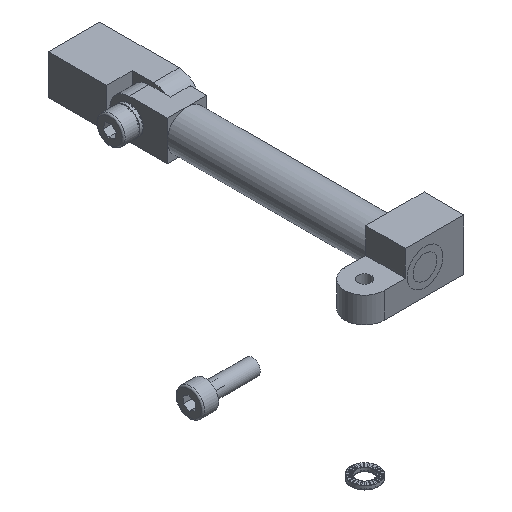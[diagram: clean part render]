
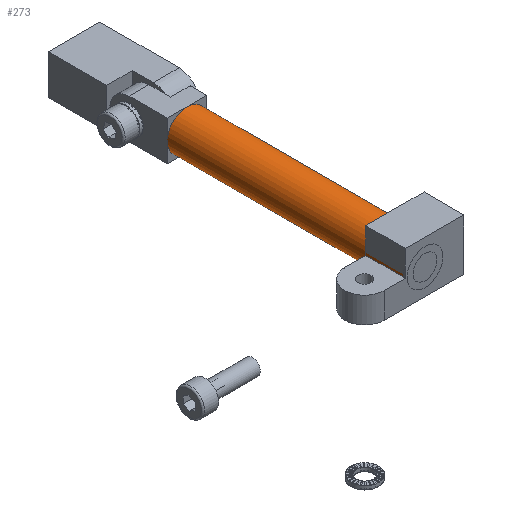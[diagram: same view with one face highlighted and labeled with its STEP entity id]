
A CAD part, isometric view. The second image highlights one B-rep face of the part: STEP entity #273.
In plain terms, the highlighted cylindrical face has radius 5 mm (diameter 10 mm), a full revolution.
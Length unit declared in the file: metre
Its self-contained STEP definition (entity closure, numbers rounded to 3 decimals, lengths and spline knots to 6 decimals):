
#273 = ADVANCED_FACE( '', ( #612, #613 ), #614, .T. );
#612 = FACE_OUTER_BOUND( '', #1125, .T. );
#613 = FACE_OUTER_BOUND( '', #1126, .T. );
#614 = CYLINDRICAL_SURFACE( '', #1127, 0.005 );
#1125 = EDGE_LOOP( '', ( #1664 ) );
#1126 = EDGE_LOOP( '', ( #1665, #1666, #1667, #1668 ) );
#1127 = AXIS2_PLACEMENT_3D( '', #1669, #1670, #1671 );
#1664 = ORIENTED_EDGE( '', *, *, #3747, .T. );
#1665 = ORIENTED_EDGE( '', *, *, #3751, .T. );
#1666 = ORIENTED_EDGE( '', *, *, #3748, .T. );
#1667 = ORIENTED_EDGE( '', *, *, #3752, .T. );
#1668 = ORIENTED_EDGE( '', *, *, #3753, .T. );
#1669 = CARTESIAN_POINT( '', ( 0., -0.06, 0. ) );
#1670 = DIRECTION( '', ( 0., 1., 0. ) );
#1671 = DIRECTION( '', ( 0., 0., -1. ) );
#3747 = EDGE_CURVE( '', #4430, #4430, #4431, .T. );
#3748 = EDGE_CURVE( '', #4432, #4433, #4434, .T. );
#3751 = EDGE_CURVE( '', #4438, #4432, #4439, .T. );
#3752 = EDGE_CURVE( '', #4433, #4440, #4441, .T. );
#3753 = EDGE_CURVE( '', #4440, #4438, #4442, .T. );
#4430 = VERTEX_POINT( '', #5498 );
#4431 = CIRCLE( '', #5499, 0.005 );
#4432 = VERTEX_POINT( '', #5500 );
#4433 = VERTEX_POINT( '', #5501 );
#4434 = CIRCLE( '', #5502, 0.005 );
#4438 = VERTEX_POINT( '', #5508 );
#4439 = CIRCLE( '', #5509, 0.005 );
#4440 = VERTEX_POINT( '', #5510 );
#4441 = CIRCLE( '', #5511, 0.005 );
#4442 = CIRCLE( '', #5512, 0.005 );
#5498 = CARTESIAN_POINT( '', ( 0., 0.0005, 0.005 ) );
#5499 = AXIS2_PLACEMENT_3D( '', #6994, #6995, #6996 );
#5500 = CARTESIAN_POINT( '', ( 0.005, 0.06, 0. ) );
#5501 = CARTESIAN_POINT( '', ( 0., 0.06, 0.005 ) );
#5502 = AXIS2_PLACEMENT_3D( '', #6997, #6998, #6999 );
#5508 = CARTESIAN_POINT( '', ( 0., 0.06, -0.005 ) );
#5509 = AXIS2_PLACEMENT_3D( '', #7002, #7003, #7004 );
#5510 = CARTESIAN_POINT( '', ( -0.005, 0.06, 0. ) );
#5511 = AXIS2_PLACEMENT_3D( '', #7005, #7006, #7007 );
#5512 = AXIS2_PLACEMENT_3D( '', #7008, #7009, #7010 );
#6994 = CARTESIAN_POINT( '', ( 0., 0.0005, 0. ) );
#6995 = DIRECTION( '', ( 0., 1., 0. ) );
#6996 = DIRECTION( '', ( 0., 0., 1. ) );
#6997 = CARTESIAN_POINT( '', ( 0., 0.06, 0. ) );
#6998 = DIRECTION( '', ( 0., -1., 0. ) );
#6999 = DIRECTION( '', ( 0., 0., -1. ) );
#7002 = CARTESIAN_POINT( '', ( 0., 0.06, 0. ) );
#7003 = DIRECTION( '', ( 0., -1., 0. ) );
#7004 = DIRECTION( '', ( 0., 0., -1. ) );
#7005 = CARTESIAN_POINT( '', ( 0., 0.06, 0. ) );
#7006 = DIRECTION( '', ( 0., -1., 0. ) );
#7007 = DIRECTION( '', ( 0., 0., -1. ) );
#7008 = CARTESIAN_POINT( '', ( 0., 0.06, 0. ) );
#7009 = DIRECTION( '', ( 0., -1., 0. ) );
#7010 = DIRECTION( '', ( 0., 0., -1. ) );
